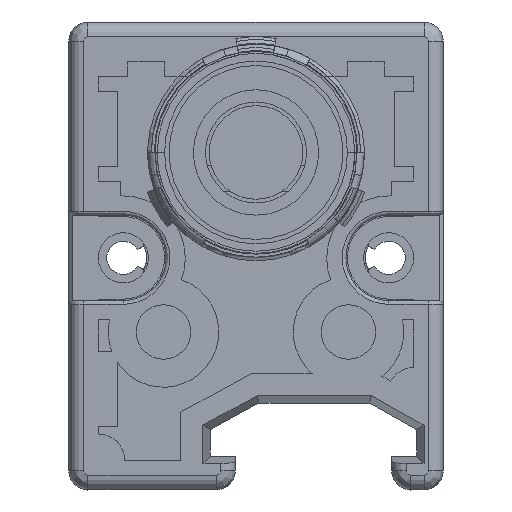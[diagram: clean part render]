
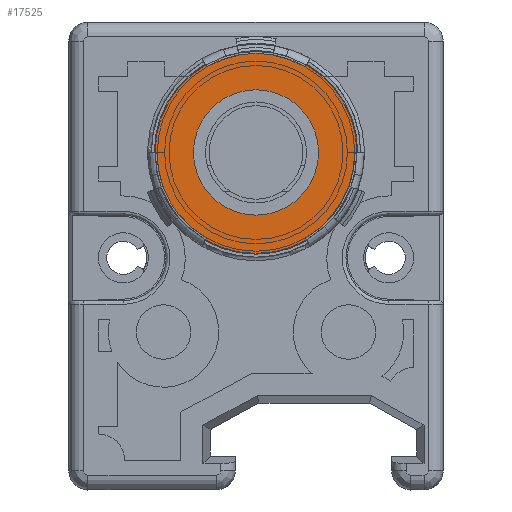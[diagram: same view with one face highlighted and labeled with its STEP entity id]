
A CAD part, front view. The second image highlights one B-rep face of the part: STEP entity #17525.
In plain terms, the highlighted planar face has unit normal (0, -1, 0).
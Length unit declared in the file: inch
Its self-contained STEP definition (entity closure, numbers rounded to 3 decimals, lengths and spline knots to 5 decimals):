
#11333=CARTESIAN_POINT('',(0.,-1.00551,0.90157));
#11334=DIRECTION('',(0.,-1.,0.));
#11335=DIRECTION('',(0.5,0.,-0.866));
#11336=AXIS2_PLACEMENT_3D('',#11333,#11334,#11335);
#11371=DIRECTION('',(-1.,0.,0.001));
#11372=VECTOR('',#11371,0.00492);
#11373=CARTESIAN_POINT('',(-0.26476,-1.00551,
0.90172));
#11374=LINE('',#11373,#11372);
#11375=CARTESIAN_POINT('',(0.,-1.00551,0.90157));
#11376=DIRECTION('',(0.,-1.,0.));
#11377=DIRECTION('',(-0.5,0.,0.866));
#11378=AXIS2_PLACEMENT_3D('',#11375,#11376,#11377);
#11380=DIRECTION('',(-0.501,0.,0.866));
#11381=VECTOR('',#11380,0.00492);
#11382=CARTESIAN_POINT('',(-0.13238,-1.00551,
1.13087));
#11383=LINE('',#11382,#11381);
#11384=DIRECTION('',(0.499,0.,0.866));
#11385=VECTOR('',#11384,0.00492);
#11386=CARTESIAN_POINT('',(0.13238,-1.00551,
1.13087));
#11387=LINE('',#11386,#11385);
#11388=CARTESIAN_POINT('',(0.,-1.00551,0.90157));
#11389=DIRECTION('',(0.,-1.,0.));
#11390=DIRECTION('',(1.,0.,0.));
#11391=AXIS2_PLACEMENT_3D('',#11388,#11389,#11390);
#11393=DIRECTION('',(1.,0.,0.));
#11394=VECTOR('',#11393,0.00492);
#11395=CARTESIAN_POINT('',(0.26476,-1.00551,
0.90157));
#11396=LINE('',#11395,#11394);
#11397=DIRECTION('',(0.501,0.,-0.866));
#11398=VECTOR('',#11397,0.00492);
#11399=CARTESIAN_POINT('',(0.13238,-1.00551,
0.67228));
#11400=LINE('',#11399,#11398);
#11401=CARTESIAN_POINT('',(0.,-1.00551,0.90157));
#11402=DIRECTION('',(0.,-1.,0.));
#11403=DIRECTION('',(-0.5,0.,-0.866));
#11404=AXIS2_PLACEMENT_3D('',#11401,#11402,#11403);
#11406=DIRECTION('',(-0.501,0.,-0.866));
#11407=VECTOR('',#11406,0.00492);
#11408=CARTESIAN_POINT('',(-0.13238,-1.00551,
0.67228));
#11409=LINE('',#11408,#11407);
#11410=CARTESIAN_POINT('',(0.,-1.00551,0.90157));
#11411=DIRECTION('',(0.,-1.,0.));
#11412=DIRECTION('',(-0.866,0.,0.5));
#11413=AXIS2_PLACEMENT_3D('',#11410,#11411,#11412);
#11415=CARTESIAN_POINT('',(0.,-1.00551,0.90157));
#11416=DIRECTION('',(0.,-1.,0.));
#11417=DIRECTION('',(0.866,0.,-0.5));
#11418=AXIS2_PLACEMENT_3D('',#11415,#11416,#11417);
#11420=CARTESIAN_POINT('',(0.,-1.00551,0.90157));
#11421=DIRECTION('',(0.,-1.,0.));
#11422=DIRECTION('',(-1.,0.,0.001));
#11423=AXIS2_PLACEMENT_3D('',#11420,#11421,#11422);
#15018=CARTESIAN_POINT('',(0.,-1.00551,0.90157));
#15019=DIRECTION('',(0.,-1.,0.));
#15020=DIRECTION('',(0.5,0.,0.866));
#15021=AXIS2_PLACEMENT_3D('',#15018,#15019,#15020);
#16827=CARTESIAN_POINT('',(0.13484,-1.00551,
1.13513));
#16829=VERTEX_POINT('',#16827);
#16831=CARTESIAN_POINT('',(0.13238,-1.00551,
0.67228));
#16832=CARTESIAN_POINT('',(0.13484,-1.00551,
0.66802));
#16833=VERTEX_POINT('',#16831);
#16834=VERTEX_POINT('',#16832);
#16839=CARTESIAN_POINT('',(0.26476,-1.00551,
0.90157));
#16840=CARTESIAN_POINT('',(0.26968,-1.00551,
0.90157));
#16841=VERTEX_POINT('',#16839);
#16842=VERTEX_POINT('',#16840);
#16855=CARTESIAN_POINT('',(-0.13484,-1.00551,
0.66802));
#16856=VERTEX_POINT('',#16855);
#16867=CARTESIAN_POINT('',(0.13238,-1.00551,
1.13087));
#16868=VERTEX_POINT('',#16867);
#16871=CARTESIAN_POINT('',(-0.13238,-1.00551,
1.13087));
#16872=CARTESIAN_POINT('',(-0.13484,-1.00551,
1.13513));
#16873=VERTEX_POINT('',#16871);
#16874=VERTEX_POINT('',#16872);
#16903=CARTESIAN_POINT('',(-0.14491,-1.00551,
0.98524));
#16904=CARTESIAN_POINT('',(0.14491,-1.00551,
0.81791));
#16905=VERTEX_POINT('',#16903);
#16906=VERTEX_POINT('',#16904);
#16919=CARTESIAN_POINT('',(-0.26476,-1.00551,
0.90172));
#16920=CARTESIAN_POINT('',(-0.26968,-1.00551,
0.90172));
#16921=VERTEX_POINT('',#16919);
#16922=VERTEX_POINT('',#16920);
#16927=CARTESIAN_POINT('',(-0.13238,-1.00551,
0.67228));
#16928=VERTEX_POINT('',#16927);
#17490=CARTESIAN_POINT('',(0.,-1.00551,0.90157));
#17491=DIRECTION('',(0.,-1.,0.));
#17492=DIRECTION('',(-0.5,0.,-0.866));
#17493=AXIS2_PLACEMENT_3D('',#17490,#17491,#17492);
#17494=PLANE('',#17493);
#17496=ORIENTED_EDGE('',*,*,#17495,.F.);
#17498=ORIENTED_EDGE('',*,*,#17497,.T.);
#17500=ORIENTED_EDGE('',*,*,#17499,.F.);
#17502=ORIENTED_EDGE('',*,*,#17501,.F.);
#17504=ORIENTED_EDGE('',*,*,#17503,.F.);
#17506=ORIENTED_EDGE('',*,*,#17505,.T.);
#17508=ORIENTED_EDGE('',*,*,#17507,.F.);
#17510=ORIENTED_EDGE('',*,*,#17509,.F.);
#17511=ORIENTED_EDGE('',*,*,#17420,.F.);
#17512=ORIENTED_EDGE('',*,*,#17480,.T.);
#17514=ORIENTED_EDGE('',*,*,#17513,.F.);
#17516=ORIENTED_EDGE('',*,*,#17515,.F.);
#17517=EDGE_LOOP('',(#17496,#17498,#17500,#17502,#17504,#17506,#17508,#17510,
#17511,#17512,#17514,#17516));
#17518=FACE_OUTER_BOUND('',#17517,.F.);
#17520=ORIENTED_EDGE('',*,*,#17519,.T.);
#17522=ORIENTED_EDGE('',*,*,#17521,.T.);
#17523=EDGE_LOOP('',(#17520,#17522));
#17524=FACE_BOUND('',#17523,.F.);
#17525=ADVANCED_FACE('',(#17518,#17524),#17494,.T.);
#11337=CIRCLE('',#11336,0.26476);
#11379=CIRCLE('',#11378,0.26969);
#11392=CIRCLE('',#11391,0.26969);
#11405=CIRCLE('',#11404,0.26969);
#11414=CIRCLE('',#11413,0.16732);
#11419=CIRCLE('',#11418,0.16732);
#11424=CIRCLE('',#11423,0.26476);
#15022=CIRCLE('',#15021,0.26476);
#17420=EDGE_CURVE('',#16833,#16841,#11337,.T.);
#17480=EDGE_CURVE('',#16833,#16834,#11400,.T.);
#17495=EDGE_CURVE('',#16921,#16928,#11424,.T.);
#17497=EDGE_CURVE('',#16921,#16922,#11374,.T.);
#17499=EDGE_CURVE('',#16874,#16922,#11379,.T.);
#17501=EDGE_CURVE('',#16873,#16874,#11383,.T.);
#17503=EDGE_CURVE('',#16868,#16873,#15022,.T.);
#17505=EDGE_CURVE('',#16868,#16829,#11387,.T.);
#17507=EDGE_CURVE('',#16842,#16829,#11392,.T.);
#17509=EDGE_CURVE('',#16841,#16842,#11396,.T.);
#17513=EDGE_CURVE('',#16856,#16834,#11405,.T.);
#17515=EDGE_CURVE('',#16928,#16856,#11409,.T.);
#17519=EDGE_CURVE('',#16905,#16906,#11414,.T.);
#17521=EDGE_CURVE('',#16906,#16905,#11419,.T.);
